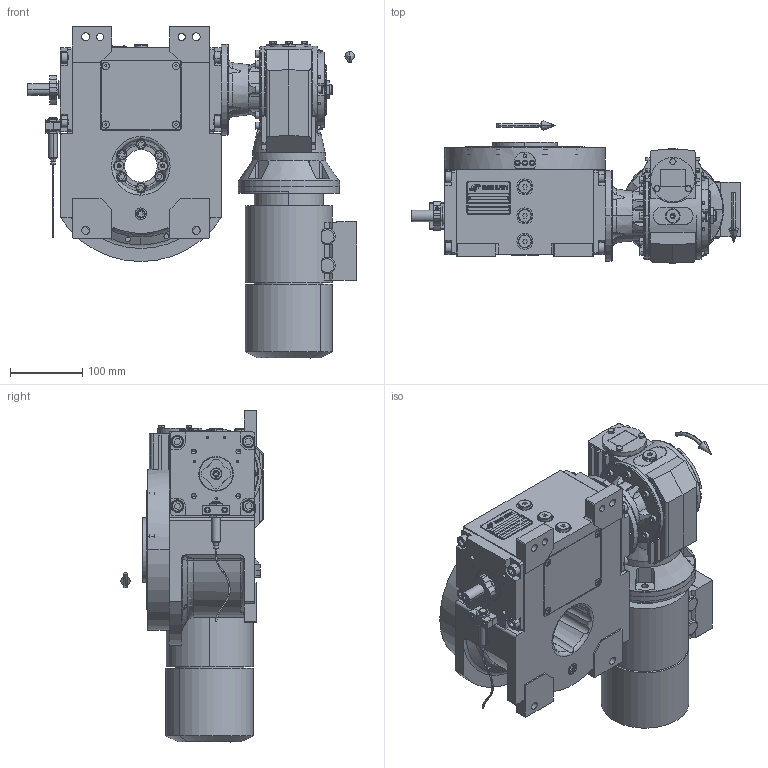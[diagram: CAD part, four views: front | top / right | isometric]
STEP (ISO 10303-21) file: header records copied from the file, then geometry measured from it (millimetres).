
FILE_DESCRIPTION (( 'STEP AP203' ), '1' );
FILE_NAME ('PC5201928.step', '2026-03-13T08:23:20', ( '' ), ( '' ), 'SwSTEP 2.0', 'SolidWorks 2020', '' );
FILE_SCHEMA (( 'CONFIG_CONTROL_DESIGN' ));
Length unit declared in the file: millimetre
Products named in the file (86): RIG06_005_ASM.stp; cfn2010_01_015.prt; rig06_001_a; rig06_071_08_m_asm.stp; AS_rig06_002_bl_001; cfn2155_01_056; cfn2000_01_103; cfn2070_05_005; cfn2151_01_290; CFN2223_01-570X6-B.stp; cfn2107_01_001; rig06_005_n_01; cfn2000_01_126; cfn2003_01_054; cfn2115_01_005; CFN2010_02_002.stp; AS_rig06_071_8_m; rig06_004; AS_cfn2476_01_002_60x46; cfn2000_01_124; rig06_003_8; BM63B5; cfn2115_02_165; cfn2158_01_010; cfn2276_01_074; rig06_004_s_001; rig06_007_master; CFN2356_03_047.stp; cfn2158_01_011; cfn2476_01_002_60x46; cfn2077_01_018; AS_rig06_016; rig06_002_bl_001; AS_rig06_017; cfn2128_04_004; CFN2203_02_001.stp; freccia_angolare; cfn2000_01_161; rig06_016; 900_38_30_003 ...
Assembly tree (79 placements, depth 5):
  cfn2151_01_290
  CFN2223_01-570X6-B.stp
  cfn2115_02_165
  cfn2158_01_010
  cfn2276_01_074
Bounding box: 454 x 196.5 x 457.99 mm (x, y, z)
Volume: 7097173 mm3; surface area: 1182682.3 mm2
Topology: 69 solids, 78 shells, 3477 faces, 8700 edges, 5550 vertices
Faces by surface type: plane 1596, cylinder 1138, cone 585, torus 144, bspline 8, sphere 6
Entity records: 119724 total; most frequent: CARTESIAN_POINT 30176, DIRECTION 17063, ORIENTED_EDGE 16488, EDGE_CURVE 8246, AXIS2_PLACEMENT_3D 6208, VERTEX_POINT 5337, VECTOR 4647, LINE 4647
